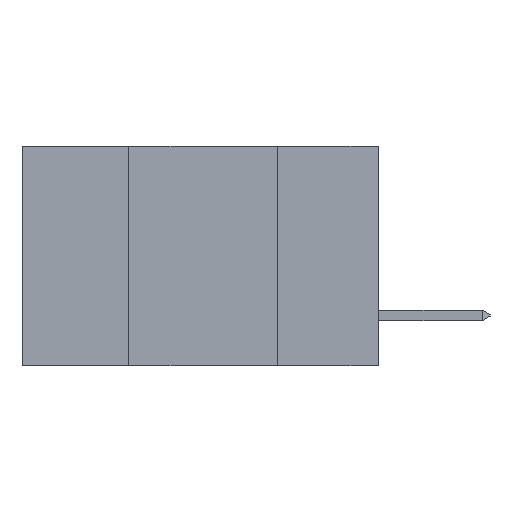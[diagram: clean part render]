
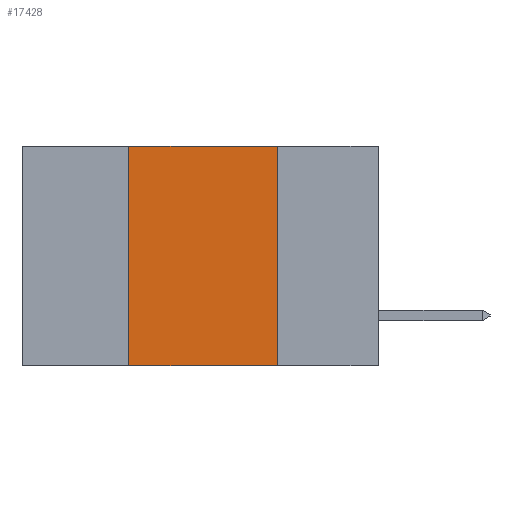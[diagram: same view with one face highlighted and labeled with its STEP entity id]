
A CAD part, left-side view. The second image highlights one B-rep face of the part: STEP entity #17428.
In plain terms, the highlighted planar face has unit normal (-1, 0, 0).
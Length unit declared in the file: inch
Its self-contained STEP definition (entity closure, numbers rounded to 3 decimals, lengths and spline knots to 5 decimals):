
#484 = CARTESIAN_POINT ( 'NONE',  ( 0., 0.17, -0.37 ) ) ;
#911 = EDGE_CURVE ( 'NONE', #7204, #20902, #18434, .T. ) ;
#1232 = PLANE ( 'NONE',  #3749 ) ;
#1843 = CARTESIAN_POINT ( 'NONE',  ( 0., 0.42, -0.37 ) ) ;
#2091 = EDGE_CURVE ( 'NONE', #21754, #7204, #19864, .T. ) ;
#3303 = EDGE_CURVE ( 'NONE', #21754, #14938, #4001, .T. ) ;
#3749 = AXIS2_PLACEMENT_3D ( 'NONE', #6638, #18542, #8413 ) ;
#4001 = LINE ( 'NONE', #6797, #21922 ) ;
#4454 = EDGE_LOOP ( 'NONE', ( #12457, #12307, #11829, #11767 ) ) ;
#6637 = CARTESIAN_POINT ( 'NONE',  ( 0., 0.42, 0. ) ) ;
#6638 = CARTESIAN_POINT ( 'NONE',  ( 0., 0.6, 0. ) ) ;
#6797 = CARTESIAN_POINT ( 'NONE',  ( 0., 0.6, -0.37 ) ) ;
#7204 = VERTEX_POINT ( 'NONE', #6637 ) ;
#7631 = DIRECTION ( 'NONE',  ( 0., 0., 1. ) ) ;
#7742 = DIRECTION ( 'NONE',  ( 0., -1., 0. ) ) ;
#7748 = CARTESIAN_POINT ( 'NONE',  ( 0., 0.42, -0.37 ) ) ;
#7863 = FACE_OUTER_BOUND ( 'NONE', #4454, .T. ) ;
#8413 = DIRECTION ( 'NONE',  ( 0., 0., -1. ) ) ;
#8742 = VECTOR ( 'NONE', #21680, 39.37008 ) ;
#11073 = VECTOR ( 'NONE', #7631, 39.37008 ) ;
#11767 = ORIENTED_EDGE ( 'NONE', *, *, #3303, .T. ) ;
#11829 = ORIENTED_EDGE ( 'NONE', *, *, #2091, .F. ) ;
#12307 = ORIENTED_EDGE ( 'NONE', *, *, #911, .F. ) ;
#12457 = ORIENTED_EDGE ( 'NONE', *, *, #20836, .F. ) ;
#12775 = CARTESIAN_POINT ( 'NONE',  ( 0., 0.6, 0. ) ) ;
#13403 = LINE ( 'NONE', #20094, #8742 ) ;
#14099 = VECTOR ( 'NONE', #17336, 39.37008 ) ;
#14938 = VERTEX_POINT ( 'NONE', #484 ) ;
#17336 = DIRECTION ( 'NONE',  ( 0., -1., 0. ) ) ;
#17428 = ADVANCED_FACE ( 'NONE', ( #7863 ), #1232, .F. ) ;
#18434 = LINE ( 'NONE', #12775, #14099 ) ;
#18542 = DIRECTION ( 'NONE',  ( 1., 0., 0. ) ) ;
#18723 = CARTESIAN_POINT ( 'NONE',  ( 0., 0.17, 0. ) ) ;
#19864 = LINE ( 'NONE', #7748, #11073 ) ;
#20094 = CARTESIAN_POINT ( 'NONE',  ( 0., 0.17, -0.37 ) ) ;
#20836 = EDGE_CURVE ( 'NONE', #20902, #14938, #13403, .T. ) ;
#20902 = VERTEX_POINT ( 'NONE', #18723 ) ;
#21680 = DIRECTION ( 'NONE',  ( 0., 0., -1. ) ) ;
#21754 = VERTEX_POINT ( 'NONE', #1843 ) ;
#21922 = VECTOR ( 'NONE', #7742, 39.37008 ) ;
